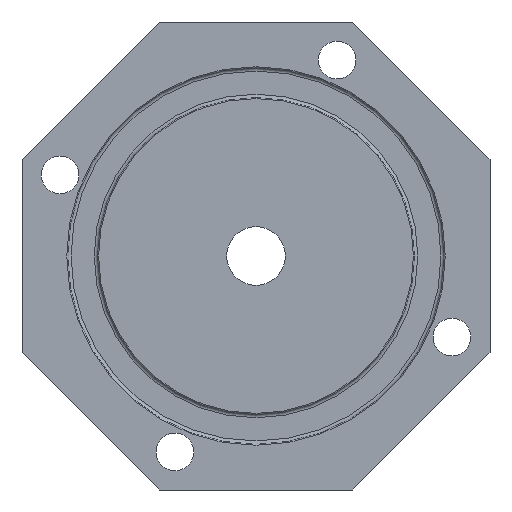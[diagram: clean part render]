
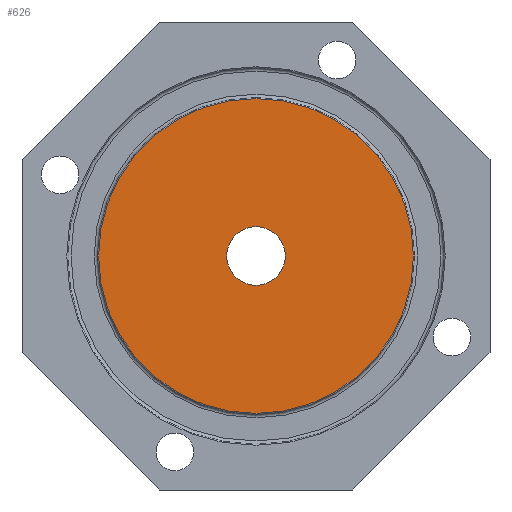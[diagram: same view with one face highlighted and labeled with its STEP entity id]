
A CAD part, front view. The second image highlights one B-rep face of the part: STEP entity #626.
In plain terms, the highlighted planar face has unit normal (0, -1, 0).
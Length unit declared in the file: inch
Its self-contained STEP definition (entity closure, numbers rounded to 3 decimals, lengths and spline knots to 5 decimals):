
#99=FACE_BOUND('',#168,.T.);
#116=PLANE('',#684);
#134=FACE_OUTER_BOUND('',#167,.T.);
#167=EDGE_LOOP('',(#441,#442));
#168=EDGE_LOOP('',(#443,#444));
#218=CIRCLE('',#681,0.841);
#219=CIRCLE('',#682,0.841);
#221=CIRCLE('',#685,0.1565);
#222=CIRCLE('',#686,0.1565);
#275=VERTEX_POINT('',#991);
#276=VERTEX_POINT('',#993);
#277=VERTEX_POINT('',#998);
#278=VERTEX_POINT('',#999);
#344=EDGE_CURVE('',#275,#276,#218,.T.);
#345=EDGE_CURVE('',#276,#275,#219,.T.);
#347=EDGE_CURVE('',#277,#278,#221,.T.);
#348=EDGE_CURVE('',#278,#277,#222,.T.);
#441=ORIENTED_EDGE('',*,*,#345,.F.);
#442=ORIENTED_EDGE('',*,*,#344,.F.);
#443=ORIENTED_EDGE('',*,*,#347,.F.);
#444=ORIENTED_EDGE('',*,*,#348,.F.);
#626=ADVANCED_FACE('',(#134,#99),#116,.T.);
#681=AXIS2_PLACEMENT_3D('',#994,#776,#777);
#682=AXIS2_PLACEMENT_3D('',#995,#778,#779);
#684=AXIS2_PLACEMENT_3D('',#997,#782,#783);
#685=AXIS2_PLACEMENT_3D('',#1000,#784,#785);
#686=AXIS2_PLACEMENT_3D('',#1001,#786,#787);
#776=DIRECTION('center_axis',(0.,1.,0.));
#777=DIRECTION('ref_axis',(-1.,0.,0.));
#778=DIRECTION('center_axis',(0.,1.,0.));
#779=DIRECTION('ref_axis',(-1.,0.,0.));
#782=DIRECTION('center_axis',(0.,-1.,0.));
#783=DIRECTION('ref_axis',(0.,0.,-1.));
#784=DIRECTION('center_axis',(0.,-1.,0.));
#785=DIRECTION('ref_axis',(1.,0.,0.));
#786=DIRECTION('center_axis',(0.,-1.,0.));
#787=DIRECTION('ref_axis',(1.,0.,0.));
#991=CARTESIAN_POINT('',(0.,0.02,-0.841));
#993=CARTESIAN_POINT('',(0.841,0.02,0.));
#994=CARTESIAN_POINT('Origin',(0.,0.02,0.));
#995=CARTESIAN_POINT('Origin',(0.,0.02,0.));
#997=CARTESIAN_POINT('Origin',(0.,0.02,0.));
#998=CARTESIAN_POINT('',(0.1565,0.02,0.));
#999=CARTESIAN_POINT('',(-0.1565,0.02,0.));
#1000=CARTESIAN_POINT('Origin',(0.,0.02,0.));
#1001=CARTESIAN_POINT('Origin',(0.,0.02,0.));
